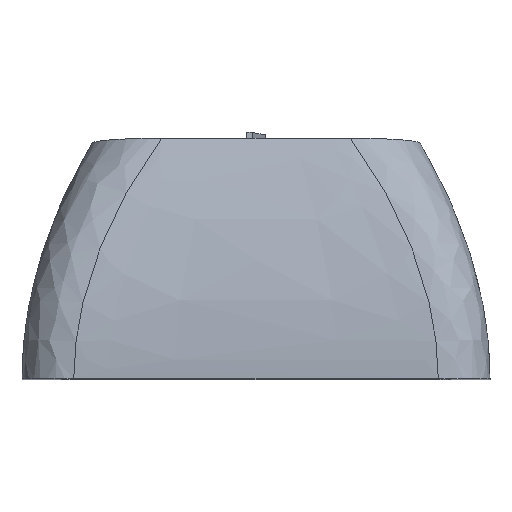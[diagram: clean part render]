
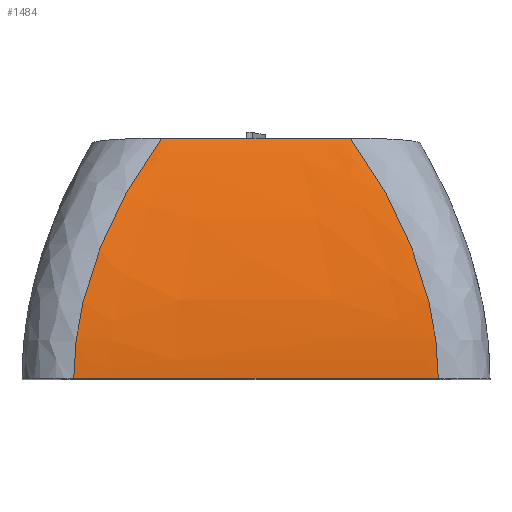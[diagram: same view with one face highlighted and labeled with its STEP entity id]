
A CAD part, top view. The second image highlights one B-rep face of the part: STEP entity #1484.
In plain terms, the highlighted free-form (B-spline) face has degree [3, 3] with [4, 4] control points.
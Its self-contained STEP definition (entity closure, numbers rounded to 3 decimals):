
#47=B_SPLINE_SURFACE_WITH_KNOTS('',3,3,((#2735,#2736,#2737,#2738),(#2739,
#2740,#2741,#2742),(#2743,#2744,#2745,#2746),(#2747,#2748,#2749,#2750)),
 .UNSPECIFIED.,.F.,.F.,.F.,(4,4),(4,4),(0.,1.),(0.,1.),.UNSPECIFIED.);
#87=B_SPLINE_CURVE_WITH_KNOTS('',3,(#2599,#2600,#2601,#2602),
 .UNSPECIFIED.,.F.,.F.,(4,4),(0.,1.),.UNSPECIFIED.);
#93=B_SPLINE_CURVE_WITH_KNOTS('',3,(#2731,#2732,#2733,#2734),
 .UNSPECIFIED.,.F.,.F.,(4,4),(0.,1.),.UNSPECIFIED.);
#129=FACE_OUTER_BOUND('',#219,.T.);
#219=EDGE_LOOP('',(#1153,#1154,#1155,#1156));
#324=LINE('',#2557,#491);
#325=LINE('',#2563,#492);
#491=VECTOR('',#1726,10.);
#492=VECTOR('',#1731,10.);
#654=VERTEX_POINT('',#2542);
#661=VERTEX_POINT('',#2555);
#662=VERTEX_POINT('',#2559);
#664=VERTEX_POINT('',#2562);
#828=EDGE_CURVE('',#661,#654,#324,.T.);
#830=EDGE_CURVE('',#664,#662,#325,.T.);
#838=EDGE_CURVE('',#662,#654,#87,.T.);
#844=EDGE_CURVE('',#664,#661,#93,.T.);
#1153=ORIENTED_EDGE('',*,*,#830,.T.);
#1154=ORIENTED_EDGE('',*,*,#838,.T.);
#1155=ORIENTED_EDGE('',*,*,#828,.F.);
#1156=ORIENTED_EDGE('',*,*,#844,.F.);
#1484=ADVANCED_FACE('',(#129),#47,.T.);
#1726=DIRECTION('',(-1.,0.,0.));
#1731=DIRECTION('',(-1.,0.,0.));
#2542=CARTESIAN_POINT('',(2.,0.,18.1));
#2555=CARTESIAN_POINT('',(16.1,0.,18.1));
#2557=CARTESIAN_POINT('',(16.1,0.,18.1));
#2559=CARTESIAN_POINT('',(5.4,9.309,15.363));
#2562=CARTESIAN_POINT('',(12.7,9.309,15.363));
#2563=CARTESIAN_POINT('',(12.7,9.309,15.363));
#2599=CARTESIAN_POINT('Ctrl Pts',(5.4,9.309,15.363));
#2600=CARTESIAN_POINT('Ctrl Pts',(3.133,6.206,17.188));
#2601=CARTESIAN_POINT('Ctrl Pts',(2.,2.956,18.1));
#2602=CARTESIAN_POINT('Ctrl Pts',(2.,0.,18.1));
#2731=CARTESIAN_POINT('Ctrl Pts',(12.7,9.309,15.363));
#2732=CARTESIAN_POINT('Ctrl Pts',(14.967,6.206,17.188));
#2733=CARTESIAN_POINT('Ctrl Pts',(16.1,2.956,18.1));
#2734=CARTESIAN_POINT('Ctrl Pts',(16.1,0.,18.1));
#2735=CARTESIAN_POINT('Ctrl Pts',(12.7,9.309,15.363));
#2736=CARTESIAN_POINT('Ctrl Pts',(14.967,6.206,17.188));
#2737=CARTESIAN_POINT('Ctrl Pts',(16.1,2.956,18.1));
#2738=CARTESIAN_POINT('Ctrl Pts',(16.1,0.,18.1));
#2739=CARTESIAN_POINT('Ctrl Pts',(11.286,9.309,15.363));
#2740=CARTESIAN_POINT('Ctrl Pts',(13.336,6.206,17.149));
#2741=CARTESIAN_POINT('Ctrl Pts',(15.053,2.956,18.1));
#2742=CARTESIAN_POINT('Ctrl Pts',(15.053,0.,
18.1));
#2743=CARTESIAN_POINT('Ctrl Pts',(6.814,9.309,15.363));
#2744=CARTESIAN_POINT('Ctrl Pts',(4.764,6.206,17.149));
#2745=CARTESIAN_POINT('Ctrl Pts',(3.047,2.956,18.1));
#2746=CARTESIAN_POINT('Ctrl Pts',(3.047,0.,
18.1));
#2747=CARTESIAN_POINT('Ctrl Pts',(5.4,9.309,15.363));
#2748=CARTESIAN_POINT('Ctrl Pts',(3.133,6.206,17.188));
#2749=CARTESIAN_POINT('Ctrl Pts',(2.,2.956,18.1));
#2750=CARTESIAN_POINT('Ctrl Pts',(2.,0.,18.1));
